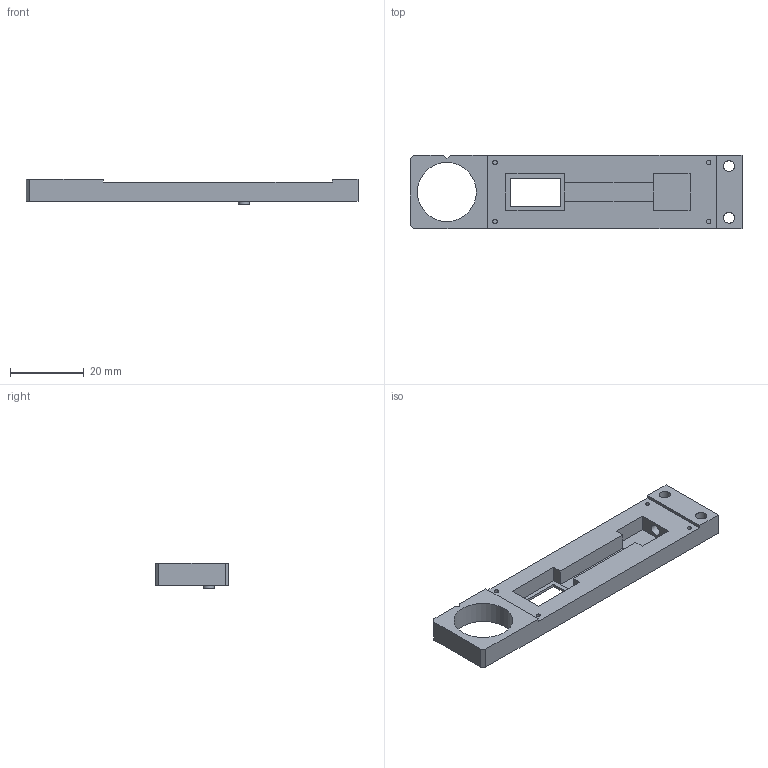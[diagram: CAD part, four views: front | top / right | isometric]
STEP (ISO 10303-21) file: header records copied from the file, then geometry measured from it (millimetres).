
FILE_DESCRIPTION(('FreeCAD Model'),'2;1');
FILE_NAME('Open CASCADE Shape Model','2021-11-02T09:44:04',('Author'),( ''),'Open CASCADE STEP processor 7.4','FreeCAD','Unknown');
FILE_SCHEMA(('AUTOMOTIVE_DESIGN { 1 0 10303 214 1 1 1 1 }'));
Length unit declared in the file: millimetre
Products named in the file (1): finished
Bounding box: 90.1 x 20 x 7 mm (x, y, z)
Volume: 6579.2 mm3; surface area: 5441.3 mm2
Topology: 1 solids, 1 shells, 52 faces, 122 edges, 80 vertices
Faces by surface type: plane 41, cylinder 11
Full cylindrical faces by diameter (mm): 1.2 x4, 3 x4, 5 x2, 16 x1
Entity records: 3102 total; most frequent: CARTESIAN_POINT 501, DIRECTION 492, LINE 320, VECTOR 320, ORIENTED_EDGE 244, PCURVE 244, DEFINITIONAL_REPRESENTATION 244, EDGE_CURVE 122
